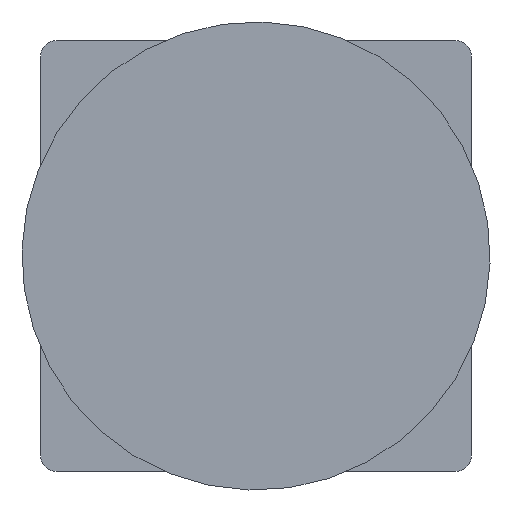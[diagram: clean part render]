
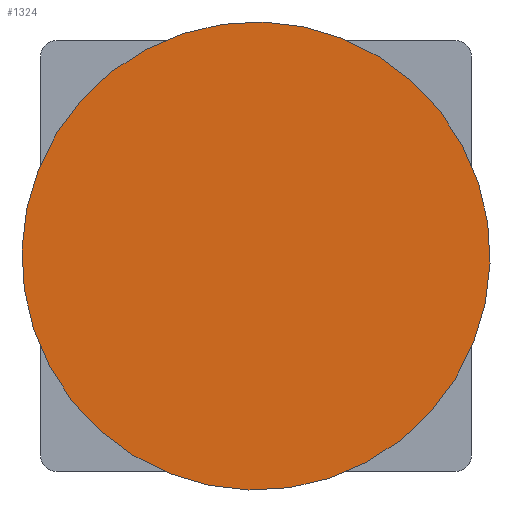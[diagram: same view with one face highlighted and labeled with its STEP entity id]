
A CAD part, left-side view. The second image highlights one B-rep face of the part: STEP entity #1324.
In plain terms, the highlighted planar face has unit normal (-1, 0, 0).
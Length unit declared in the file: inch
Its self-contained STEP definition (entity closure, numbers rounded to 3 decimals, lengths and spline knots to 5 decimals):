
#109 = VERTEX_POINT ( 'NONE', #1565 ) ;
#134 = VERTEX_POINT ( 'NONE', #1585 ) ;
#197 = EDGE_LOOP ( 'NONE', ( #2395, #1651 ) ) ;
#531 = PLANE ( 'NONE',  #2882 ) ;
#532 = FACE_OUTER_BOUND ( 'NONE', #197, .T. ) ;
#534 = CARTESIAN_POINT ( 'NONE',  ( -0.6, 0.3, 0. ) ) ;
#539 = DIRECTION ( 'NONE',  ( -1., 0., 0. ) ) ;
#544 = DIRECTION ( 'NONE',  ( 0., 0., 1. ) ) ;
#1047 = EDGE_CURVE ( 'NONE', #134, #109, #2987, .T. ) ;
#1124 = EDGE_CURVE ( 'NONE', #109, #134, #2664, .T. ) ;
#1324 = ADVANCED_FACE ( 'NONE', ( #532 ), #531, .T. ) ;
#1565 = CARTESIAN_POINT ( 'NONE',  ( -0.6, 0., 0.3 ) ) ;
#1585 = CARTESIAN_POINT ( 'NONE',  ( -0.6, 0., -0.3 ) ) ;
#1651 = ORIENTED_EDGE ( 'NONE', *, *, #1124, .F. ) ;
#1852 = DIRECTION ( 'NONE',  ( 0., 0., -1. ) ) ;
#1856 = CARTESIAN_POINT ( 'NONE',  ( -0.6, 0., 0. ) ) ;
#1859 = DIRECTION ( 'NONE',  ( 0., 0., -1. ) ) ;
#1882 = CARTESIAN_POINT ( 'NONE',  ( -0.6, 0., 0. ) ) ;
#1884 = DIRECTION ( 'NONE',  ( 1., 0., 0. ) ) ;
#1886 = DIRECTION ( 'NONE',  ( 1., 0., 0. ) ) ;
#2395 = ORIENTED_EDGE ( 'NONE', *, *, #1047, .F. ) ;
#2656 = AXIS2_PLACEMENT_3D ( 'NONE', #1882, #1884, #1859 ) ;
#2664 = CIRCLE ( 'NONE', #2656, 0.3 ) ;
#2882 = AXIS2_PLACEMENT_3D ( 'NONE', #534, #539, #544 ) ;
#2987 = CIRCLE ( 'NONE', #2988, 0.3 ) ;
#2988 = AXIS2_PLACEMENT_3D ( 'NONE', #1856, #1886, #1852 ) ;
